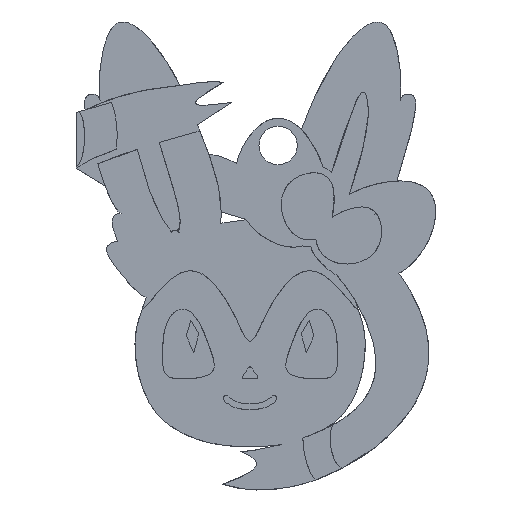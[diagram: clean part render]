
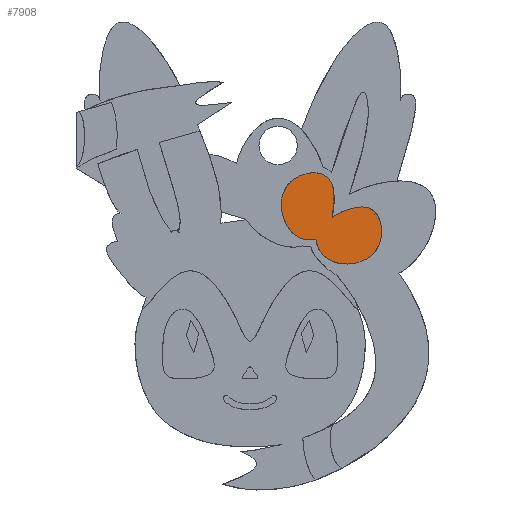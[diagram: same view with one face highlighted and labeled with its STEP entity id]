
A CAD part, top view. The second image highlights one B-rep face of the part: STEP entity #7908.
In plain terms, the highlighted planar face has unit normal (0, 0, 1).
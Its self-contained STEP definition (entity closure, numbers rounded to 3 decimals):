
#269=FACE_BOUND('',#1903,.T.);
#340=PLANE('',#8346);
#588=(
BOUNDED_CURVE()
B_SPLINE_CURVE(5,(#15724,#15725,#15726,#15727,#15728,#15729),
 .UNSPECIFIED.,.F.,.F.)
B_SPLINE_CURVE_WITH_KNOTS((6,6),(0.,0.004),.UNSPECIFIED.)
CURVE()
GEOMETRIC_REPRESENTATION_ITEM()
RATIONAL_B_SPLINE_CURVE((1.,1.,1.,1.,1.,1.))
REPRESENTATION_ITEM('')
);
#590=(
BOUNDED_CURVE()
B_SPLINE_CURVE(5,(#15749,#15750,#15751,#15752,#15753,#15754),
 .UNSPECIFIED.,.F.,.F.)
B_SPLINE_CURVE_WITH_KNOTS((6,6),(0.998,1.),.UNSPECIFIED.)
CURVE()
GEOMETRIC_REPRESENTATION_ITEM()
RATIONAL_B_SPLINE_CURVE((1.,1.,1.,1.,1.,1.))
REPRESENTATION_ITEM('')
);
#592=(
BOUNDED_CURVE()
B_SPLINE_CURVE(5,(#15850,#15851,#15852,#15853,#15854,#15855,#15856,#15857,
#15858,#15859,#15860,#15861,#15862,#15863,#15864,#15865,#15866,#15867,#15868,
#15869,#15870,#15871,#15872,#15873,#15874,#15875,#15876,#15877,#15878,#15879),
 .UNSPECIFIED.,.F.,.F.)
B_SPLINE_CURVE_WITH_KNOTS((6,1,1,1,1,1,1,1,1,1,1,1,1,1,1,1,1,1,1,1,1,1,
1,1,1,6),(-1.,-0.96,-0.92,-0.88,-0.84,-0.8,-0.76,-0.72,-0.68,-0.64,-0.6,
-0.56,-0.52,-0.48,-0.44,-0.4,-0.36,-0.32,-0.28,-0.24,-0.2,-0.16,-0.12,-0.08,
-0.04,0.),.UNSPECIFIED.)
CURVE()
GEOMETRIC_REPRESENTATION_ITEM()
RATIONAL_B_SPLINE_CURVE((1.,1.,1.,1.,1.,1.,1.,1.,1.,1.,1.,1.,1.,1.,1.,1.,
1.,1.,1.,1.,1.,1.,1.,1.,1.,1.,1.,1.,1.,1.))
REPRESENTATION_ITEM('')
);
#594=(
BOUNDED_CURVE()
B_SPLINE_CURVE(5,(#15971,#15972,#15973,#15974,#15975,#15976,#15977,#15978,
#15979,#15980,#15981,#15982,#15983,#15984,#15985,#15986,#15987,#15988,#15989,
#15990,#15991,#15992,#15993,#15994,#15995,#15996,#15997,#15998,#15999,#16000),
 .UNSPECIFIED.,.F.,.F.)
B_SPLINE_CURVE_WITH_KNOTS((6,1,1,1,1,1,1,1,1,1,1,1,1,1,1,1,1,1,1,1,1,1,
1,1,1,6),(0.,0.04,0.08,0.12,0.16,0.2,0.24,0.28,0.32,0.36,0.4,0.44,0.48,
0.52,0.56,0.6,0.64,0.68,0.72,0.76,0.8,0.84,0.88,0.92,0.96,1.),
 .UNSPECIFIED.)
CURVE()
GEOMETRIC_REPRESENTATION_ITEM()
RATIONAL_B_SPLINE_CURVE((1.,1.,1.,1.,1.,1.,1.,1.,1.,1.,1.,1.,1.,1.,1.,1.,
1.,1.,1.,1.,1.,1.,1.,1.,1.,1.,1.,1.,1.,1.))
REPRESENTATION_ITEM('')
);
#1417=FACE_OUTER_BOUND('',#1902,.T.);
#1902=EDGE_LOOP('',(#6012,#6013));
#1903=EDGE_LOOP('',(#6014,#6015));
#3559=VERTEX_POINT('',#15721);
#3560=VERTEX_POINT('',#15723);
#3563=VERTEX_POINT('',#15847);
#3564=VERTEX_POINT('',#15849);
#4471=EDGE_CURVE('',#3560,#3559,#588,.T.);
#4474=EDGE_CURVE('',#3559,#3560,#590,.T.);
#4477=EDGE_CURVE('',#3564,#3563,#592,.T.);
#4480=EDGE_CURVE('',#3563,#3564,#594,.T.);
#6012=ORIENTED_EDGE('',*,*,#4480,.T.);
#6013=ORIENTED_EDGE('',*,*,#4477,.T.);
#6014=ORIENTED_EDGE('',*,*,#4474,.T.);
#6015=ORIENTED_EDGE('',*,*,#4471,.T.);
#7908=ADVANCED_FACE('',(#1417,#269),#340,.T.);
#8346=AXIS2_PLACEMENT_3D('',#16001,#8695,#8696);
#8695=DIRECTION('center_axis',(0.,0.,1.));
#8696=DIRECTION('ref_axis',(-1.,0.,0.));
#15721=CARTESIAN_POINT('',(16.276,15.942,0.3));
#15723=CARTESIAN_POINT('',(16.268,15.938,0.3));
#15724=CARTESIAN_POINT('Ctrl Pts',(16.268,15.938,0.3));
#15725=CARTESIAN_POINT('Ctrl Pts',(16.269,15.939,0.3));
#15726=CARTESIAN_POINT('Ctrl Pts',(16.271,15.94,0.3));
#15727=CARTESIAN_POINT('Ctrl Pts',(16.273,15.941,0.3));
#15728=CARTESIAN_POINT('Ctrl Pts',(16.275,15.942,0.3));
#15729=CARTESIAN_POINT('Ctrl Pts',(16.276,15.942,0.3));
#15749=CARTESIAN_POINT('Ctrl Pts',(16.276,15.942,0.3));
#15750=CARTESIAN_POINT('Ctrl Pts',(16.275,15.942,0.3));
#15751=CARTESIAN_POINT('Ctrl Pts',(16.273,15.941,0.3));
#15752=CARTESIAN_POINT('Ctrl Pts',(16.271,15.94,0.3));
#15753=CARTESIAN_POINT('Ctrl Pts',(16.269,15.939,0.3));
#15754=CARTESIAN_POINT('Ctrl Pts',(16.268,15.938,0.3));
#15847=CARTESIAN_POINT('',(10.721,15.649,0.3));
#15849=CARTESIAN_POINT('',(8.603,12.74,0.3));
#15850=CARTESIAN_POINT('Ctrl Pts',(8.603,12.74,0.3));
#15851=CARTESIAN_POINT('Ctrl Pts',(8.629,12.551,0.3));
#15852=CARTESIAN_POINT('Ctrl Pts',(8.699,12.186,0.3));
#15853=CARTESIAN_POINT('Ctrl Pts',(8.856,11.675,0.3));
#15854=CARTESIAN_POINT('Ctrl Pts',(9.167,11.07,0.3));
#15855=CARTESIAN_POINT('Ctrl Pts',(9.726,10.447,0.3));
#15856=CARTESIAN_POINT('Ctrl Pts',(10.447,9.965,0.3));
#15857=CARTESIAN_POINT('Ctrl Pts',(11.313,9.636,0.3));
#15858=CARTESIAN_POINT('Ctrl Pts',(12.292,9.475,0.3));
#15859=CARTESIAN_POINT('Ctrl Pts',(13.328,9.497,0.3));
#15860=CARTESIAN_POINT('Ctrl Pts',(14.356,9.719,0.3));
#15861=CARTESIAN_POINT('Ctrl Pts',(15.307,10.149,0.3));
#15862=CARTESIAN_POINT('Ctrl Pts',(16.113,10.782,0.3));
#15863=CARTESIAN_POINT('Ctrl Pts',(16.722,11.595,0.3));
#15864=CARTESIAN_POINT('Ctrl Pts',(17.102,12.544,0.3));
#15865=CARTESIAN_POINT('Ctrl Pts',(17.249,13.555,0.3));
#15866=CARTESIAN_POINT('Ctrl Pts',(17.18,14.545,0.3));
#15867=CARTESIAN_POINT('Ctrl Pts',(16.926,15.43,0.3));
#15868=CARTESIAN_POINT('Ctrl Pts',(16.523,16.141,0.3));
#15869=CARTESIAN_POINT('Ctrl Pts',(16.009,16.634,0.3));
#15870=CARTESIAN_POINT('Ctrl Pts',(15.416,16.911,0.3));
#15871=CARTESIAN_POINT('Ctrl Pts',(14.769,17.003,0.3));
#15872=CARTESIAN_POINT('Ctrl Pts',(14.09,16.955,0.3));
#15873=CARTESIAN_POINT('Ctrl Pts',(13.395,16.814,0.3));
#15874=CARTESIAN_POINT('Ctrl Pts',(12.699,16.61,0.3));
#15875=CARTESIAN_POINT('Ctrl Pts',(12.014,16.352,0.3));
#15876=CARTESIAN_POINT('Ctrl Pts',(11.483,16.101,0.3));
#15877=CARTESIAN_POINT('Ctrl Pts',(11.097,15.886,0.3));
#15878=CARTESIAN_POINT('Ctrl Pts',(10.845,15.73,0.3));
#15879=CARTESIAN_POINT('Ctrl Pts',(10.721,15.649,0.3));
#15971=CARTESIAN_POINT('Ctrl Pts',(10.721,15.649,0.3));
#15972=CARTESIAN_POINT('Ctrl Pts',(10.755,15.795,0.3));
#15973=CARTESIAN_POINT('Ctrl Pts',(10.817,16.088,0.3));
#15974=CARTESIAN_POINT('Ctrl Pts',(10.895,16.529,0.3));
#15975=CARTESIAN_POINT('Ctrl Pts',(10.967,17.12,0.3));
#15976=CARTESIAN_POINT('Ctrl Pts',(11.006,17.861,0.3));
#15977=CARTESIAN_POINT('Ctrl Pts',(10.99,18.593,0.3));
#15978=CARTESIAN_POINT('Ctrl Pts',(10.908,19.3,0.3));
#15979=CARTESIAN_POINT('Ctrl Pts',(10.736,19.96,0.3));
#15980=CARTESIAN_POINT('Ctrl Pts',(10.438,20.54,0.3));
#15981=CARTESIAN_POINT('Ctrl Pts',(9.979,21.008,0.3));
#15982=CARTESIAN_POINT('Ctrl Pts',(9.342,21.33,0.3));
#15983=CARTESIAN_POINT('Ctrl Pts',(8.54,21.476,0.3));
#15984=CARTESIAN_POINT('Ctrl Pts',(7.624,21.426,0.3));
#15985=CARTESIAN_POINT('Ctrl Pts',(6.672,21.168,0.3));
#15986=CARTESIAN_POINT('Ctrl Pts',(5.771,20.701,0.3));
#15987=CARTESIAN_POINT('Ctrl Pts',(5.006,20.038,0.3));
#15988=CARTESIAN_POINT('Ctrl Pts',(4.443,19.203,0.3));
#15989=CARTESIAN_POINT('Ctrl Pts',(4.114,18.242,0.3));
#15990=CARTESIAN_POINT('Ctrl Pts',(4.022,17.208,0.3));
#15991=CARTESIAN_POINT('Ctrl Pts',(4.148,16.166,0.3));
#15992=CARTESIAN_POINT('Ctrl Pts',(4.458,15.177,0.3));
#15993=CARTESIAN_POINT('Ctrl Pts',(4.917,14.3,0.3));
#15994=CARTESIAN_POINT('Ctrl Pts',(5.49,13.58,0.3));
#15995=CARTESIAN_POINT('Ctrl Pts',(6.154,13.048,0.3));
#15996=CARTESIAN_POINT('Ctrl Pts',(6.895,12.719,0.3));
#15997=CARTESIAN_POINT('Ctrl Pts',(7.544,12.623,0.3));
#15998=CARTESIAN_POINT('Ctrl Pts',(8.062,12.645,0.3));
#15999=CARTESIAN_POINT('Ctrl Pts',(8.42,12.702,0.3));
#16000=CARTESIAN_POINT('Ctrl Pts',(8.603,12.74,0.3));
#16001=CARTESIAN_POINT('Origin',(10.636,15.475,0.3));
